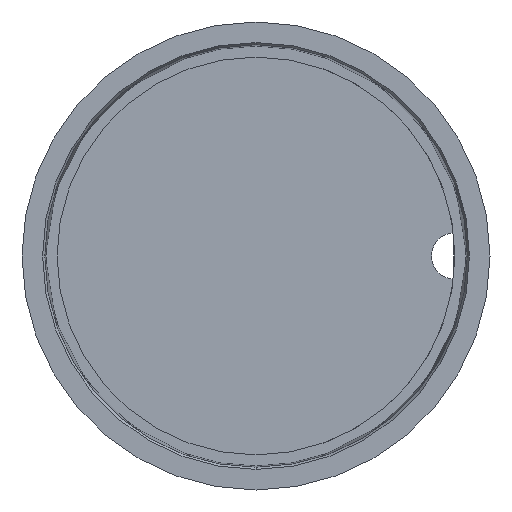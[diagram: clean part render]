
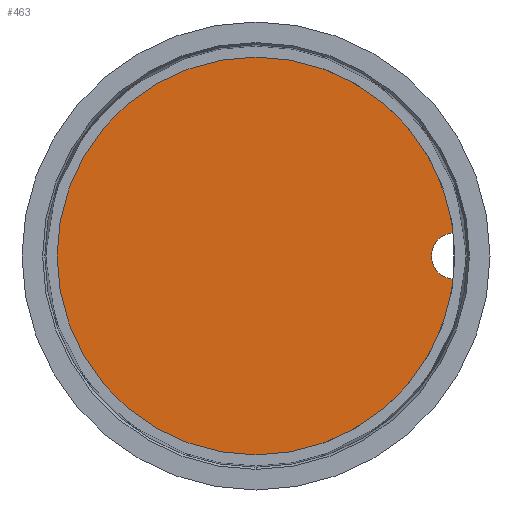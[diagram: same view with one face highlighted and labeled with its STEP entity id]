
A CAD part, left-side view. The second image highlights one B-rep face of the part: STEP entity #463.
In plain terms, the highlighted planar face has unit normal (-1, 0, 0).
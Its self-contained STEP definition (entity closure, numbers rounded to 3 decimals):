
#134=CARTESIAN_POINT('',(12.4,0.,0.));
#135=DIRECTION('',(-1.,0.,0.));
#136=DIRECTION('',(0.,0.,1.));
#137=AXIS2_PLACEMENT_3D('',#134,#135,#136);
#152=CARTESIAN_POINT('',(12.4,-17.,0.));
#153=DIRECTION('',(-1.,0.,0.));
#154=DIRECTION('',(0.,0.059,0.998));
#155=AXIS2_PLACEMENT_3D('',#152,#153,#154);
#161=CARTESIAN_POINT('',(12.4,0.,0.));
#162=DIRECTION('',(-1.,0.,0.));
#163=DIRECTION('',(0.,0.,-1.));
#164=AXIS2_PLACEMENT_3D('',#161,#162,#163);
#170=CARTESIAN_POINT('',(12.4,0.,0.));
#171=DIRECTION('',(-1.,0.,0.));
#172=DIRECTION('',(0.,-0.993,0.117));
#173=AXIS2_PLACEMENT_3D('',#170,#171,#172);
#216=CARTESIAN_POINT('',(12.4,0.,17.));
#217=CARTESIAN_POINT('',(12.4,0.,-17.));
#218=VERTEX_POINT('',#216);
#219=VERTEX_POINT('',#217);
#224=CARTESIAN_POINT('',(12.4,-16.882,1.997));
#225=CARTESIAN_POINT('',(12.4,-16.882,-1.997));
#226=VERTEX_POINT('',#224);
#227=VERTEX_POINT('',#225);
#449=CARTESIAN_POINT('',(12.4,0.,0.));
#450=DIRECTION('',(1.,0.,0.));
#451=DIRECTION('',(0.,0.,1.));
#452=AXIS2_PLACEMENT_3D('',#449,#450,#451);
#453=PLANE('',#452);
#455=ORIENTED_EDGE('',*,*,#454,.T.);
#457=ORIENTED_EDGE('',*,*,#456,.F.);
#458=ORIENTED_EDGE('',*,*,#439,.F.);
#460=ORIENTED_EDGE('',*,*,#459,.F.);
#461=EDGE_LOOP('',(#455,#457,#458,#460));
#462=FACE_OUTER_BOUND('',#461,.F.);
#463=ADVANCED_FACE('',(#462),#453,.F.);
#138=CIRCLE('',#137,17.);
#156=CIRCLE('',#155,2.);
#165=CIRCLE('',#164,17.);
#174=CIRCLE('',#173,17.);
#439=EDGE_CURVE('',#218,#219,#138,.T.);
#454=EDGE_CURVE('',#226,#227,#156,.T.);
#456=EDGE_CURVE('',#219,#227,#165,.T.);
#459=EDGE_CURVE('',#226,#218,#174,.T.);
